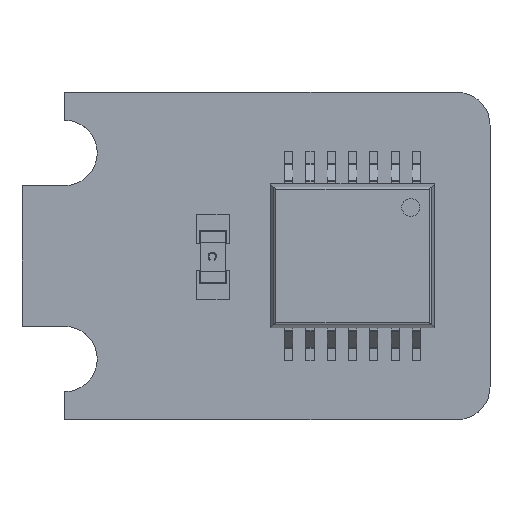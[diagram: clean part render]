
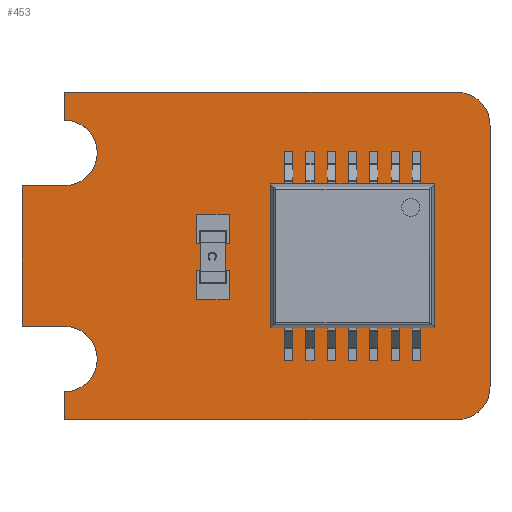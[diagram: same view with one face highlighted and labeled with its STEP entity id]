
A CAD part, top view. The second image highlights one B-rep face of the part: STEP entity #453.
In plain terms, the highlighted planar face has unit normal (0, 0, 1).
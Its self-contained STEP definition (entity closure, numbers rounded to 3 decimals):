
#60 = VERTEX_POINT('',#61);
#61 = CARTESIAN_POINT('',(1.3,-5.,0.851));
#67 = EDGE_CURVE('',#60,#68,#70,.T.);
#68 = VERTEX_POINT('',#69);
#69 = CARTESIAN_POINT('',(1.3,-4.15,0.851));
#70 = LINE('',#71,#72);
#71 = CARTESIAN_POINT('',(1.3,-5.,0.851));
#72 = VECTOR('',#73,1.);
#73 = DIRECTION('',(0.,1.,0.));
#98 = EDGE_CURVE('',#68,#99,#101,.T.);
#99 = VERTEX_POINT('',#100);
#100 = CARTESIAN_POINT('',(1.3,-2.15,0.851));
#101 = CIRCLE('',#102,1.);
#102 = AXIS2_PLACEMENT_3D('',#103,#104,#105);
#103 = CARTESIAN_POINT('',(1.3,-3.15,0.851));
#104 = DIRECTION('',(0.,0.,1.));
#105 = DIRECTION('',(0.,-1.,0.));
#131 = EDGE_CURVE('',#99,#132,#134,.T.);
#132 = VERTEX_POINT('',#133);
#133 = CARTESIAN_POINT('',(0.,-2.15,0.851));
#134 = LINE('',#135,#136);
#135 = CARTESIAN_POINT('',(1.3,-2.15,0.851));
#136 = VECTOR('',#137,1.);
#137 = DIRECTION('',(-1.,0.,0.));
#162 = EDGE_CURVE('',#132,#163,#165,.T.);
#163 = VERTEX_POINT('',#164);
#164 = CARTESIAN_POINT('',(0.,2.15,0.851));
#165 = LINE('',#166,#167);
#166 = CARTESIAN_POINT('',(0.,-2.15,0.851));
#167 = VECTOR('',#168,1.);
#168 = DIRECTION('',(0.,1.,0.));
#193 = EDGE_CURVE('',#163,#194,#196,.T.);
#194 = VERTEX_POINT('',#195);
#195 = CARTESIAN_POINT('',(1.3,2.15,0.851));
#196 = LINE('',#197,#198);
#197 = CARTESIAN_POINT('',(0.,2.15,0.851));
#198 = VECTOR('',#199,1.);
#199 = DIRECTION('',(1.,0.,0.));
#224 = EDGE_CURVE('',#194,#225,#227,.T.);
#225 = VERTEX_POINT('',#226);
#226 = CARTESIAN_POINT('',(1.3,4.15,0.851));
#227 = CIRCLE('',#228,1.);
#228 = AXIS2_PLACEMENT_3D('',#229,#230,#231);
#229 = CARTESIAN_POINT('',(1.3,3.15,0.851));
#230 = DIRECTION('',(0.,0.,1.));
#231 = DIRECTION('',(0.,-1.,0.));
#257 = EDGE_CURVE('',#225,#258,#260,.T.);
#258 = VERTEX_POINT('',#259);
#259 = CARTESIAN_POINT('',(1.3,5.,0.851));
#260 = LINE('',#261,#262);
#261 = CARTESIAN_POINT('',(1.3,4.15,0.851));
#262 = VECTOR('',#263,1.);
#263 = DIRECTION('',(0.,1.,0.));
#288 = EDGE_CURVE('',#258,#289,#291,.T.);
#289 = VERTEX_POINT('',#290);
#290 = CARTESIAN_POINT('',(13.3,5.,0.851));
#291 = LINE('',#292,#293);
#292 = CARTESIAN_POINT('',(1.3,5.,0.851));
#293 = VECTOR('',#294,1.);
#294 = DIRECTION('',(1.,0.,0.));
#319 = EDGE_CURVE('',#289,#320,#322,.T.);
#320 = VERTEX_POINT('',#321);
#321 = CARTESIAN_POINT('',(14.3,4.,0.851));
#322 = CIRCLE('',#323,1.);
#323 = AXIS2_PLACEMENT_3D('',#324,#325,#326);
#324 = CARTESIAN_POINT('',(13.3,4.,0.851));
#325 = DIRECTION('',(0.,0.,-1.));
#326 = DIRECTION('',(0.,1.,0.));
#352 = EDGE_CURVE('',#320,#353,#355,.T.);
#353 = VERTEX_POINT('',#354);
#354 = CARTESIAN_POINT('',(14.3,-4.,0.851));
#355 = LINE('',#356,#357);
#356 = CARTESIAN_POINT('',(14.3,4.,0.851));
#357 = VECTOR('',#358,1.);
#358 = DIRECTION('',(0.,-1.,0.));
#383 = EDGE_CURVE('',#353,#384,#386,.T.);
#384 = VERTEX_POINT('',#385);
#385 = CARTESIAN_POINT('',(13.3,-5.,0.851));
#386 = CIRCLE('',#387,1.);
#387 = AXIS2_PLACEMENT_3D('',#388,#389,#390);
#388 = CARTESIAN_POINT('',(13.3,-4.,0.851));
#389 = DIRECTION('',(0.,0.,-1.));
#390 = DIRECTION('',(1.,0.,0.));
#416 = EDGE_CURVE('',#384,#60,#417,.T.);
#417 = LINE('',#418,#419);
#418 = CARTESIAN_POINT('',(13.3,-5.,0.851));
#419 = VECTOR('',#420,1.);
#420 = DIRECTION('',(-1.,0.,0.));
#453 = ADVANCED_FACE('',(#454),#468,.T.);
#454 = FACE_BOUND('',#455,.F.);
#455 = EDGE_LOOP('',(#456,#457,#458,#459,#460,#461,#462,#463,#464,#465,
    #466,#467));
#456 = ORIENTED_EDGE('',*,*,#67,.T.);
#457 = ORIENTED_EDGE('',*,*,#98,.T.);
#458 = ORIENTED_EDGE('',*,*,#131,.T.);
#459 = ORIENTED_EDGE('',*,*,#162,.T.);
#460 = ORIENTED_EDGE('',*,*,#193,.T.);
#461 = ORIENTED_EDGE('',*,*,#224,.T.);
#462 = ORIENTED_EDGE('',*,*,#257,.T.);
#463 = ORIENTED_EDGE('',*,*,#288,.T.);
#464 = ORIENTED_EDGE('',*,*,#319,.T.);
#465 = ORIENTED_EDGE('',*,*,#352,.T.);
#466 = ORIENTED_EDGE('',*,*,#383,.T.);
#467 = ORIENTED_EDGE('',*,*,#416,.T.);
#468 = PLANE('',#469);
#469 = AXIS2_PLACEMENT_3D('',#470,#471,#472);
#470 = CARTESIAN_POINT('',(1.3,-5.,0.851));
#471 = DIRECTION('',(0.,0.,1.));
#472 = DIRECTION('',(1.,0.,0.));
